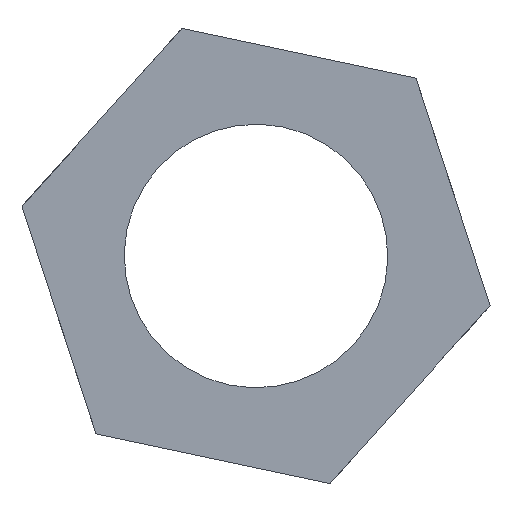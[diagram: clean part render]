
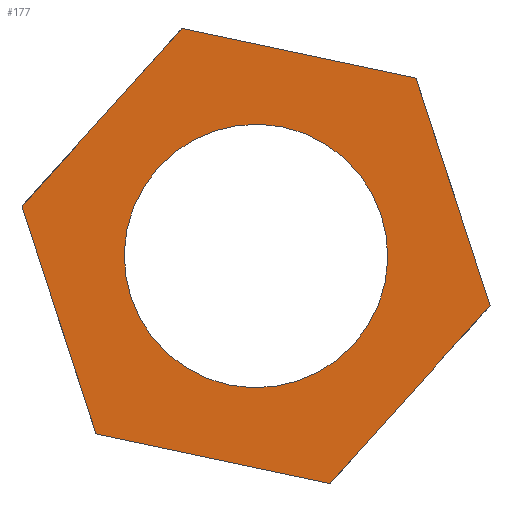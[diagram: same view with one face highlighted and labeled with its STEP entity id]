
A CAD part, left-side view. The second image highlights one B-rep face of the part: STEP entity #177.
In plain terms, the highlighted planar face has unit normal (-1, 0, 0).
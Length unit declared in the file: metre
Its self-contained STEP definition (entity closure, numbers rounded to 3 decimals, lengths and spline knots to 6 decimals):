
#22=CIRCLE('',#200,0.002019);
#26=LINE('',#262,#38);
#29=LINE('',#280,#41);
#31=LINE('',#296,#43);
#33=LINE('',#312,#45);
#35=LINE('',#328,#47);
#36=LINE('',#341,#48);
#38=VECTOR('',#210,1.);
#41=VECTOR('',#215,1.);
#43=VECTOR('',#219,1.);
#45=VECTOR('',#223,1.);
#47=VECTOR('',#227,1.);
#48=VECTOR('',#230,1.);
#77=ORIENTED_EDGE('',*,*,#110,.T.);
#78=ORIENTED_EDGE('',*,*,#93,.T.);
#79=ORIENTED_EDGE('',*,*,#97,.T.);
#80=ORIENTED_EDGE('',*,*,#100,.T.);
#81=ORIENTED_EDGE('',*,*,#103,.T.);
#82=ORIENTED_EDGE('',*,*,#106,.T.);
#83=ORIENTED_EDGE('',*,*,#108,.T.);
#93=EDGE_CURVE('',#115,#114,#26,.T.);
#97=EDGE_CURVE('',#114,#117,#29,.T.);
#100=EDGE_CURVE('',#117,#119,#31,.T.);
#103=EDGE_CURVE('',#119,#121,#33,.T.);
#106=EDGE_CURVE('',#121,#123,#35,.T.);
#108=EDGE_CURVE('',#123,#115,#36,.T.);
#110=EDGE_CURVE('',#125,#125,#22,.T.);
#114=VERTEX_POINT('',#261);
#115=VERTEX_POINT('',#263);
#117=VERTEX_POINT('',#279);
#119=VERTEX_POINT('',#295);
#121=VERTEX_POINT('',#311);
#123=VERTEX_POINT('',#327);
#125=VERTEX_POINT('',#346);
#143=EDGE_LOOP('',(#77));
#144=EDGE_LOOP('',(#78,#79,#80,#81,#82,#83));
#157=FACE_BOUND('',#143,.T.);
#158=FACE_BOUND('',#144,.T.);
#168=PLANE('',#203);
#177=ADVANCED_FACE('',(#157,#158),#168,.F.);
#200=AXIS2_PLACEMENT_3D('',#345,#235,#236);
#203=AXIS2_PLACEMENT_3D('',#350,#241,#242);
#210=DIRECTION('',(0.,0.309,0.951));
#215=DIRECTION('',(0.,0.978,0.208));
#219=DIRECTION('',(0.,0.669,-0.743));
#223=DIRECTION('',(0.,-0.309,-0.951));
#227=DIRECTION('',(0.,-0.978,-0.208));
#230=DIRECTION('',(0.,-0.669,0.743));
#235=DIRECTION('',(1.,0.,0.));
#236=DIRECTION('',(0.,0.309,0.951));
#241=DIRECTION('',(1.,0.,0.));
#242=DIRECTION('',(0.,-0.309,-0.951));
#261=CARTESIAN_POINT('',(-0.020998,-0.645341,-0.136848));
#262=CARTESIAN_POINT('',(-0.020998,-0.645908,-0.138592));
#263=CARTESIAN_POINT('',(-0.020998,-0.646474,-0.140335));
#279=CARTESIAN_POINT('',(-0.020998,-0.641755,-0.136086));
#280=CARTESIAN_POINT('',(-0.020998,-0.643548,-0.136467));
#295=CARTESIAN_POINT('',(-0.020998,-0.639302,-0.138811));
#296=CARTESIAN_POINT('',(-0.020998,-0.640529,-0.137448));
#311=CARTESIAN_POINT('',(-0.020998,-0.640435,-0.142297));
#312=CARTESIAN_POINT('',(-0.020998,-0.639869,-0.140554));
#327=CARTESIAN_POINT('',(-0.020998,-0.644021,-0.14306));
#328=CARTESIAN_POINT('',(-0.020998,-0.642228,-0.142678));
#341=CARTESIAN_POINT('',(-0.020998,-0.645248,-0.141697));
#345=CARTESIAN_POINT('',(-0.020998,-0.642888,-0.139573));
#346=CARTESIAN_POINT('',(-0.020998,-0.642264,-0.137652));
#350=CARTESIAN_POINT('',(-0.020998,-0.603633,-0.152328));
